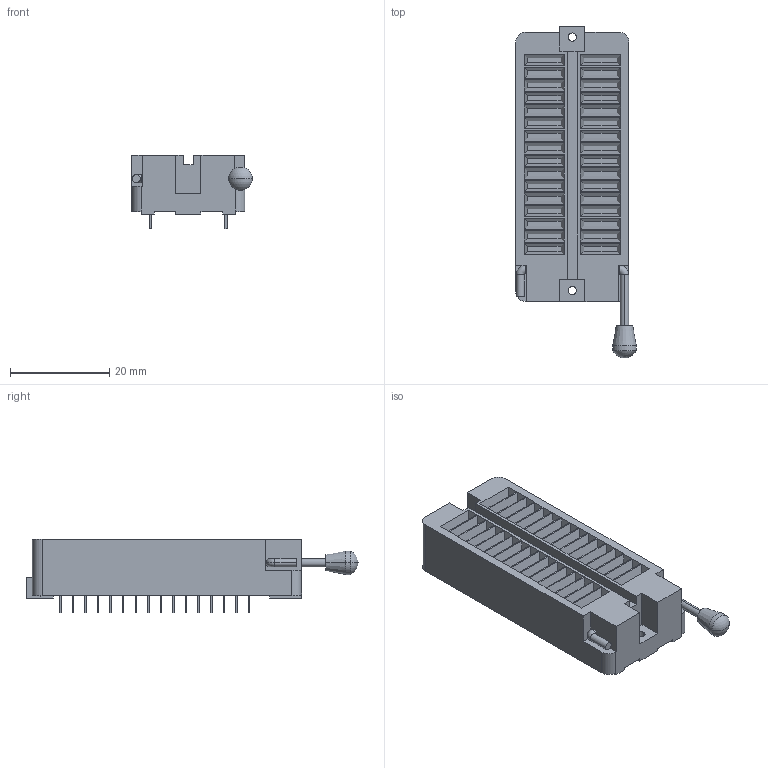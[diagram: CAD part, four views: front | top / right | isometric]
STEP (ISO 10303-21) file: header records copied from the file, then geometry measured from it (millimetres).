
FILE_DESCRIPTION (( 'STEP AP203' ), '1' );
FILE_NAME ('zif-socket.STEP', '2025-01-15T21:40:26', ( '' ), ( '' ), 'SwSTEP 2.0', 'SolidWorks 2023', '' );
FILE_SCHEMA (( 'CONFIG_CONTROL_DESIGN' ));
Length unit declared in the file: millimetre
Products named in the file (1): zif-socket
Bounding box: 24.34 x 67.03 x 14.93 mm (x, y, z)
Volume: 12740.9 mm3; surface area: 6178.8 mm2
Topology: 34 solids, 34 shells, 430 faces, 974 edges, 647 vertices
Faces by surface type: plane 406, cylinder 16, torus 4, sphere 2, cone 2
Entity records: 11829 total; most frequent: CARTESIAN_POINT 2052, ORIENTED_EDGE 1948, DIRECTION 1884, EDGE_CURVE 974, VECTOR 926, LINE 926, VERTEX_POINT 647, AXIS2_PLACEMENT_3D 479
